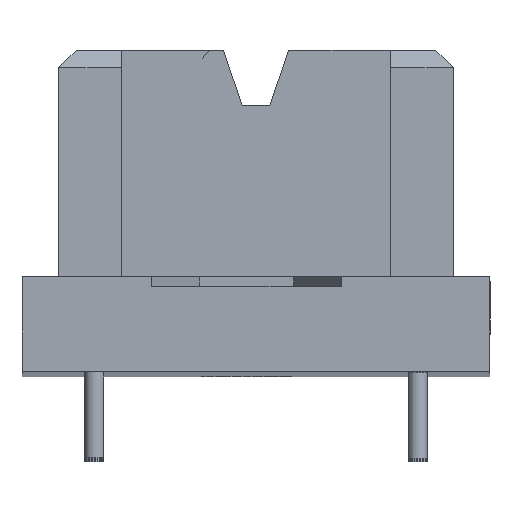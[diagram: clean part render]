
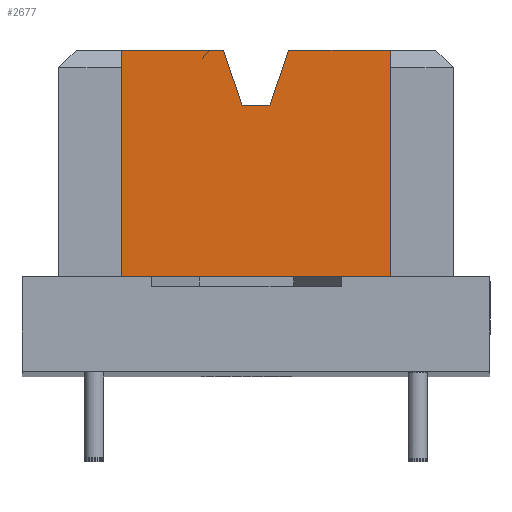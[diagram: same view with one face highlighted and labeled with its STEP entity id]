
A CAD part, top view. The second image highlights one B-rep face of the part: STEP entity #2677.
In plain terms, the highlighted planar face has unit normal (0, 0, 1).
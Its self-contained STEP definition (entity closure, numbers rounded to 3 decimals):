
#1520=LINE('',#7778,#2068);
#1529=LINE('',#7795,#2077);
#1576=LINE('',#7894,#2124);
#1580=LINE('',#7902,#2128);
#1710=LINE('',#8160,#2258);
#1712=LINE('',#8164,#2260);
#1788=LINE('',#8309,#2336);
#1789=LINE('',#8311,#2337);
#2068=VECTOR('',#6639,1.);
#2077=VECTOR('',#6654,1.);
#2124=VECTOR('',#6729,1.);
#2128=VECTOR('',#6735,1.);
#2258=VECTOR('',#6955,1.);
#2260=VECTOR('',#6959,1.);
#2336=VECTOR('',#7085,1.);
#2337=VECTOR('',#7088,1.);
#2677=ADVANCED_FACE('',(#3094),#2894,.F.);
#2894=PLANE('',#6038);
#3094=FACE_OUTER_BOUND('',#3356,.T.);
#3356=EDGE_LOOP('',(#4405,#4406,#4407,#4408,#4409,#4410,#4411,#4412));
#4405=ORIENTED_EDGE('',*,*,#5512,.F.);
#4406=ORIENTED_EDGE('',*,*,#5244,.F.);
#4407=ORIENTED_EDGE('',*,*,#5253,.F.);
#4408=ORIENTED_EDGE('',*,*,#5436,.F.);
#4409=ORIENTED_EDGE('',*,*,#5434,.T.);
#4410=ORIENTED_EDGE('',*,*,#5300,.F.);
#4411=ORIENTED_EDGE('',*,*,#5304,.F.);
#4412=ORIENTED_EDGE('',*,*,#5513,.F.);
#4767=VERTEX_POINT('',#7777);
#4768=VERTEX_POINT('',#7779);
#4772=VERTEX_POINT('',#7794);
#4810=VERTEX_POINT('',#7893);
#4811=VERTEX_POINT('',#7895);
#4813=VERTEX_POINT('',#7901);
#4897=VERTEX_POINT('',#8161);
#4941=VERTEX_POINT('',#8308);
#5244=EDGE_CURVE('',#4767,#4768,#1520,.T.);
#5253=EDGE_CURVE('',#4772,#4767,#1529,.T.);
#5300=EDGE_CURVE('',#4810,#4811,#1576,.T.);
#5304=EDGE_CURVE('',#4813,#4810,#1580,.T.);
#5434=EDGE_CURVE('',#4897,#4811,#1710,.T.);
#5436=EDGE_CURVE('',#4897,#4772,#1712,.T.);
#5512=EDGE_CURVE('',#4768,#4941,#1788,.T.);
#5513=EDGE_CURVE('',#4941,#4813,#1789,.T.);
#6038=AXIS2_PLACEMENT_3D('',#8312,#7089,#7090);
#6639=DIRECTION('',(1.,0.,0.));
#6654=DIRECTION('',(0.,1.,0.));
#6729=DIRECTION('',(1.,0.,0.));
#6735=DIRECTION('',(0.321,0.947,0.));
#6955=DIRECTION('',(0.,1.,0.));
#6959=DIRECTION('',(-1.,0.,0.));
#7085=DIRECTION('',(0.321,-0.947,0.));
#7088=DIRECTION('',(1.,0.,0.));
#7089=DIRECTION('',(0.,0.,-1.));
#7090=DIRECTION('',(-1.,0.,0.));
#7777=CARTESIAN_POINT('',(-4.225,10.1,40.81));
#7778=CARTESIAN_POINT('',(-4.225,10.1,40.81));
#7779=CARTESIAN_POINT('',(-1.025,10.1,40.81));
#7794=CARTESIAN_POINT('',(-4.225,2.98,40.81));
#7795=CARTESIAN_POINT('',(-4.225,2.98,40.81));
#7893=CARTESIAN_POINT('',(1.025,10.1,40.81));
#7894=CARTESIAN_POINT('',(1.025,10.1,40.81));
#7895=CARTESIAN_POINT('',(4.225,10.1,40.81));
#7901=CARTESIAN_POINT('',(0.431,8.35,40.81));
#7902=CARTESIAN_POINT('',(0.431,8.35,40.81));
#8160=CARTESIAN_POINT('',(4.225,2.98,40.81));
#8161=CARTESIAN_POINT('',(4.225,2.98,40.81));
#8164=CARTESIAN_POINT('',(4.225,2.98,40.81));
#8308=CARTESIAN_POINT('',(-0.431,8.35,40.81));
#8309=CARTESIAN_POINT('',(-1.025,10.1,40.81));
#8311=CARTESIAN_POINT('',(-0.431,8.35,40.81));
#8312=CARTESIAN_POINT('',(4.225,2.98,40.81));
